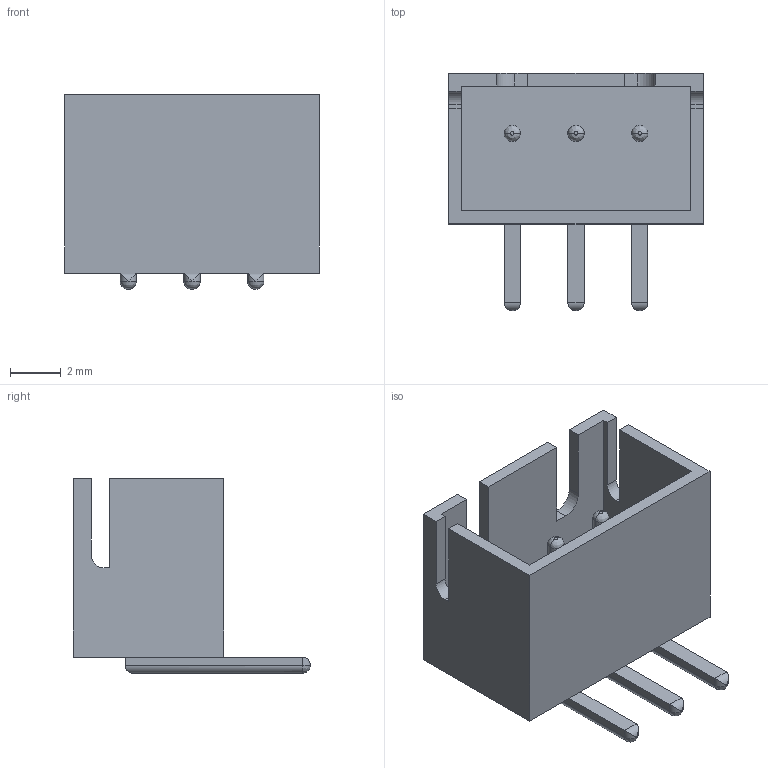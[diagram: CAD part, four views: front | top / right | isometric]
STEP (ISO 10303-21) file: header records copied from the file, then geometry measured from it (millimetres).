
FILE_DESCRIPTION (( 'STEP AP214' ), '1' );
FILE_NAME ('3CD10089-4977-45E2-824F-FE5EDF412409.STEP', '2026-01-02T03:23:11', ( '' ), ( '' ), 'SwSTEP 2.0', 'SolidWorks 2022', '' );
FILE_SCHEMA (( 'AUTOMOTIVE_DESIGN' ));
Length unit declared in the file: millimetre
Products named in the file (1): 3CD10089-4977-45E2-824F-FE5EDF412409
Bounding box: 10 x 9.3 x 7.64 mm (x, y, z)
Volume: 131.4 mm3; surface area: 582.8 mm2
Topology: 4 solids, 4 shells, 75 faces, 174 edges, 104 vertices
Faces by surface type: plane 41, cylinder 25, bspline 9
Entity records: 2249 total; most frequent: CARTESIAN_POINT 537, ORIENTED_EDGE 336, DIRECTION 319, EDGE_CURVE 168, VECTOR 115, LINE 115, VERTEX_POINT 104, AXIS2_PLACEMENT_3D 102
